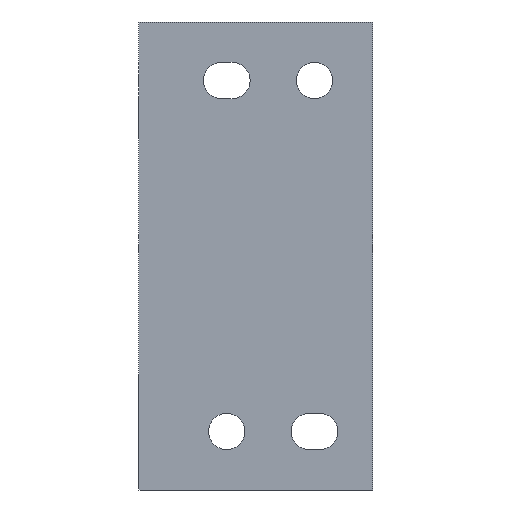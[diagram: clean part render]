
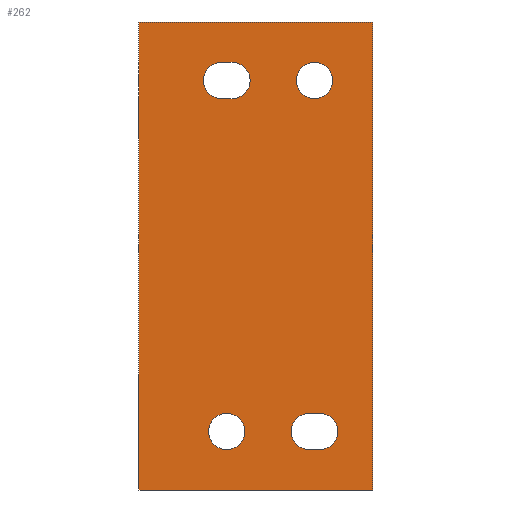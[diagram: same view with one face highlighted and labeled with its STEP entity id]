
A CAD part, front view. The second image highlights one B-rep face of the part: STEP entity #262.
In plain terms, the highlighted planar face has unit normal (0, -1, 0).
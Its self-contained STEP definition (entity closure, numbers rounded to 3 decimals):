
#17 = EDGE_CURVE ( 'NONE', #141, #143, #852, .T. ) ;
#99 = VERTEX_POINT ( 'NONE', #974 ) ;
#136 = EDGE_CURVE ( 'NONE', #99, #171, #1080, .T. ) ;
#141 = VERTEX_POINT ( 'NONE', #1063 ) ;
#143 = VERTEX_POINT ( 'NONE', #1061 ) ;
#171 = VERTEX_POINT ( 'NONE', #1145 ) ;
#237 = EDGE_CURVE ( 'NONE', #238, #321, #1221, .T. ) ;
#238 = VERTEX_POINT ( 'NONE', #1217 ) ;
#249 = ORIENTED_EDGE ( 'NONE', *, *, #250, .T. ) ;
#250 = EDGE_CURVE ( 'NONE', #267, #268, #1257, .T. ) ;
#251 = ORIENTED_EDGE ( 'NONE', *, *, #252, .T. ) ;
#252 = EDGE_CURVE ( 'NONE', #268, #253, #1252, .T. ) ;
#253 = VERTEX_POINT ( 'NONE', #1248 ) ;
#255 = EDGE_LOOP ( 'NONE', ( #256, #258 ) ) ;
#256 = ORIENTED_EDGE ( 'NONE', *, *, #257, .T. ) ;
#257 = EDGE_CURVE ( 'NONE', #171, #99, #1314, .T. ) ;
#258 = ORIENTED_EDGE ( 'NONE', *, *, #136, .T. ) ;
#259 = EDGE_LOOP ( 'NONE', ( #361, #356, #342, #354 ) ) ;
#262 = ADVANCED_FACE ( 'NONE', ( #1305, #1304, #1303, #1302, #1301 ), #1300, .F. ) ;
#263 = EDGE_LOOP ( 'NONE', ( #264, #249, #251, #301 ) ) ;
#264 = ORIENTED_EDGE ( 'NONE', *, *, #265, .T. ) ;
#265 = EDGE_CURVE ( 'NONE', #266, #267, #1295, .T. ) ;
#266 = VERTEX_POINT ( 'NONE', #1291 ) ;
#267 = VERTEX_POINT ( 'NONE', #1290 ) ;
#268 = VERTEX_POINT ( 'NONE', #1289 ) ;
#297 = EDGE_CURVE ( 'NONE', #314, #298, #1377, .T. ) ;
#298 = VERTEX_POINT ( 'NONE', #1373 ) ;
#299 = ORIENTED_EDGE ( 'NONE', *, *, #300, .T. ) ;
#300 = EDGE_CURVE ( 'NONE', #298, #310, #1372, .T. ) ;
#301 = ORIENTED_EDGE ( 'NONE', *, *, #302, .T. ) ;
#302 = EDGE_CURVE ( 'NONE', #253, #266, #1367, .T. ) ;
#303 = EDGE_LOOP ( 'NONE', ( #304, #306 ) ) ;
#304 = ORIENTED_EDGE ( 'NONE', *, *, #305, .T. ) ;
#305 = EDGE_CURVE ( 'NONE', #143, #141, #1362, .T. ) ;
#306 = ORIENTED_EDGE ( 'NONE', *, *, #17, .T. ) ;
#307 = EDGE_LOOP ( 'NONE', ( #308, #312, #315, #299 ) ) ;
#308 = ORIENTED_EDGE ( 'NONE', *, *, #309, .T. ) ;
#309 = EDGE_CURVE ( 'NONE', #310, #311, #1357, .T. ) ;
#310 = VERTEX_POINT ( 'NONE', #1353 ) ;
#311 = VERTEX_POINT ( 'NONE', #1352 ) ;
#312 = ORIENTED_EDGE ( 'NONE', *, *, #313, .T. ) ;
#313 = EDGE_CURVE ( 'NONE', #311, #314, #1351, .T. ) ;
#314 = VERTEX_POINT ( 'NONE', #1346 ) ;
#315 = ORIENTED_EDGE ( 'NONE', *, *, #297, .T. ) ;
#321 = VERTEX_POINT ( 'NONE', #1402 ) ;
#342 = ORIENTED_EDGE ( 'NONE', *, *, #343, .F. ) ;
#343 = EDGE_CURVE ( 'NONE', #238, #360, #1425, .T. ) ;
#354 = ORIENTED_EDGE ( 'NONE', *, *, #237, .T. ) ;
#356 = ORIENTED_EDGE ( 'NONE', *, *, #357, .F. ) ;
#357 = EDGE_CURVE ( 'NONE', #360, #358, #1463, .T. ) ;
#358 = VERTEX_POINT ( 'NONE', #1459 ) ;
#359 = EDGE_CURVE ( 'NONE', #321, #358, #1458, .T. ) ;
#360 = VERTEX_POINT ( 'NONE', #1454 ) ;
#361 = ORIENTED_EDGE ( 'NONE', *, *, #359, .T. ) ;
#848 = DIRECTION ( 'NONE',  ( 0., 0., 1. ) ) ;
#849 = DIRECTION ( 'NONE',  ( 0., 1., 0. ) ) ;
#850 = CARTESIAN_POINT ( 'NONE',  ( 5., 0., 15. ) ) ;
#851 = AXIS2_PLACEMENT_3D ( 'NONE', #850, #849, #848 ) ;
#852 = CIRCLE ( 'NONE', #851, 1.55 ) ;
#974 = CARTESIAN_POINT ( 'NONE',  ( -2.5, 0., -16.55 ) ) ;
#1061 = CARTESIAN_POINT ( 'NONE',  ( 5., 0., 16.55 ) ) ;
#1063 = CARTESIAN_POINT ( 'NONE',  ( 5., 0., 13.45 ) ) ;
#1076 = DIRECTION ( 'NONE',  ( 0., 0., 1. ) ) ;
#1077 = DIRECTION ( 'NONE',  ( 0., 1., 0. ) ) ;
#1078 = CARTESIAN_POINT ( 'NONE',  ( -2.5, 0., -15. ) ) ;
#1079 = AXIS2_PLACEMENT_3D ( 'NONE', #1078, #1077, #1076 ) ;
#1080 = CIRCLE ( 'NONE', #1079, 1.55 ) ;
#1145 = CARTESIAN_POINT ( 'NONE',  ( -2.5, 0., -13.45 ) ) ;
#1217 = CARTESIAN_POINT ( 'NONE',  ( -10., 0., 20. ) ) ;
#1218 = DIRECTION ( 'NONE',  ( 0., 0., -1. ) ) ;
#1219 = VECTOR ( 'NONE', #1218, 1000. ) ;
#1220 = CARTESIAN_POINT ( 'NONE',  ( -10., 0., 20. ) ) ;
#1221 = LINE ( 'NONE', #1220, #1219 ) ;
#1248 = CARTESIAN_POINT ( 'NONE',  ( -2.05, 0., 16.55 ) ) ;
#1249 = DIRECTION ( 'NONE',  ( 1., 0., 0. ) ) ;
#1250 = VECTOR ( 'NONE', #1249, 1000. ) ;
#1251 = CARTESIAN_POINT ( 'NONE',  ( -2.95, 0., 16.55 ) ) ;
#1252 = LINE ( 'NONE', #1251, #1250 ) ;
#1253 = DIRECTION ( 'NONE',  ( 0., 0., 1. ) ) ;
#1254 = DIRECTION ( 'NONE',  ( 0., 1., 0. ) ) ;
#1255 = CARTESIAN_POINT ( 'NONE',  ( -2.95, 0., 15. ) ) ;
#1256 = AXIS2_PLACEMENT_3D ( 'NONE', #1255, #1254, #1253 ) ;
#1257 = CIRCLE ( 'NONE', #1256, 1.55 ) ;
#1289 = CARTESIAN_POINT ( 'NONE',  ( -2.95, 0., 16.55 ) ) ;
#1290 = CARTESIAN_POINT ( 'NONE',  ( -2.95, 0., 13.45 ) ) ;
#1291 = CARTESIAN_POINT ( 'NONE',  ( -2.05, 0., 13.45 ) ) ;
#1292 = DIRECTION ( 'NONE',  ( -1., 0., 0. ) ) ;
#1293 = VECTOR ( 'NONE', #1292, 1000. ) ;
#1294 = CARTESIAN_POINT ( 'NONE',  ( -2.95, 0., 13.45 ) ) ;
#1295 = LINE ( 'NONE', #1294, #1293 ) ;
#1296 = DIRECTION ( 'NONE',  ( 0., 0., 1. ) ) ;
#1297 = DIRECTION ( 'NONE',  ( 0., 1., 0. ) ) ;
#1298 = CARTESIAN_POINT ( 'NONE',  ( -10., 0., 20. ) ) ;
#1299 = AXIS2_PLACEMENT_3D ( 'NONE', #1298, #1297, #1296 ) ;
#1300 = PLANE ( 'NONE',  #1299 ) ;
#1301 = FACE_OUTER_BOUND ( 'NONE', #259, .T. ) ;
#1302 = FACE_BOUND ( 'NONE', #255, .T. ) ;
#1303 = FACE_BOUND ( 'NONE', #307, .T. ) ;
#1304 = FACE_BOUND ( 'NONE', #303, .T. ) ;
#1305 = FACE_BOUND ( 'NONE', #263, .T. ) ;
#1310 = DIRECTION ( 'NONE',  ( 0., 0., 1. ) ) ;
#1311 = DIRECTION ( 'NONE',  ( 0., 1., 0. ) ) ;
#1312 = CARTESIAN_POINT ( 'NONE',  ( -2.5, 0., -15. ) ) ;
#1313 = AXIS2_PLACEMENT_3D ( 'NONE', #1312, #1311, #1310 ) ;
#1314 = CIRCLE ( 'NONE', #1313, 1.55 ) ;
#1346 = CARTESIAN_POINT ( 'NONE',  ( 4.55, 0., -13.45 ) ) ;
#1347 = DIRECTION ( 'NONE',  ( 0., 0., 1. ) ) ;
#1348 = DIRECTION ( 'NONE',  ( 0., 1., 0. ) ) ;
#1349 = CARTESIAN_POINT ( 'NONE',  ( 4.55, 0., -15. ) ) ;
#1350 = AXIS2_PLACEMENT_3D ( 'NONE', #1349, #1348, #1347 ) ;
#1351 = CIRCLE ( 'NONE', #1350, 1.55 ) ;
#1352 = CARTESIAN_POINT ( 'NONE',  ( 4.55, 0., -16.55 ) ) ;
#1353 = CARTESIAN_POINT ( 'NONE',  ( 5.45, 0., -16.55 ) ) ;
#1354 = DIRECTION ( 'NONE',  ( -1., 0., 0. ) ) ;
#1355 = VECTOR ( 'NONE', #1354, 1000. ) ;
#1356 = CARTESIAN_POINT ( 'NONE',  ( 4.55, 0., -16.55 ) ) ;
#1357 = LINE ( 'NONE', #1356, #1355 ) ;
#1358 = DIRECTION ( 'NONE',  ( 0., 0., 1. ) ) ;
#1359 = DIRECTION ( 'NONE',  ( 0., 1., 0. ) ) ;
#1360 = CARTESIAN_POINT ( 'NONE',  ( 5., 0., 15. ) ) ;
#1361 = AXIS2_PLACEMENT_3D ( 'NONE', #1360, #1359, #1358 ) ;
#1362 = CIRCLE ( 'NONE', #1361, 1.55 ) ;
#1363 = DIRECTION ( 'NONE',  ( 0., 0., 1. ) ) ;
#1364 = DIRECTION ( 'NONE',  ( 0., 1., 0. ) ) ;
#1365 = CARTESIAN_POINT ( 'NONE',  ( -2.05, 0., 15. ) ) ;
#1366 = AXIS2_PLACEMENT_3D ( 'NONE', #1365, #1364, #1363 ) ;
#1367 = CIRCLE ( 'NONE', #1366, 1.55 ) ;
#1368 = DIRECTION ( 'NONE',  ( 0., 0., 1. ) ) ;
#1369 = DIRECTION ( 'NONE',  ( 0., 1., 0. ) ) ;
#1370 = CARTESIAN_POINT ( 'NONE',  ( 5.45, 0., -15. ) ) ;
#1371 = AXIS2_PLACEMENT_3D ( 'NONE', #1370, #1369, #1368 ) ;
#1372 = CIRCLE ( 'NONE', #1371, 1.55 ) ;
#1373 = CARTESIAN_POINT ( 'NONE',  ( 5.45, 0., -13.45 ) ) ;
#1374 = DIRECTION ( 'NONE',  ( 1., 0., 0. ) ) ;
#1375 = VECTOR ( 'NONE', #1374, 1000. ) ;
#1376 = CARTESIAN_POINT ( 'NONE',  ( 4.55, 0., -13.45 ) ) ;
#1377 = LINE ( 'NONE', #1376, #1375 ) ;
#1402 = CARTESIAN_POINT ( 'NONE',  ( -10., 0., -20. ) ) ;
#1422 = DIRECTION ( 'NONE',  ( 1., 0., 0. ) ) ;
#1423 = VECTOR ( 'NONE', #1422, 1000. ) ;
#1424 = CARTESIAN_POINT ( 'NONE',  ( -10., 0., 20. ) ) ;
#1425 = LINE ( 'NONE', #1424, #1423 ) ;
#1454 = CARTESIAN_POINT ( 'NONE',  ( 10., 0., 20. ) ) ;
#1455 = DIRECTION ( 'NONE',  ( 1., 0., 0. ) ) ;
#1456 = VECTOR ( 'NONE', #1455, 1000. ) ;
#1457 = CARTESIAN_POINT ( 'NONE',  ( -10., 0., -20. ) ) ;
#1458 = LINE ( 'NONE', #1457, #1456 ) ;
#1459 = CARTESIAN_POINT ( 'NONE',  ( 10., 0., -20. ) ) ;
#1460 = DIRECTION ( 'NONE',  ( 0., 0., -1. ) ) ;
#1461 = VECTOR ( 'NONE', #1460, 1000. ) ;
#1462 = CARTESIAN_POINT ( 'NONE',  ( 10., 0., 20. ) ) ;
#1463 = LINE ( 'NONE', #1462, #1461 ) ;
